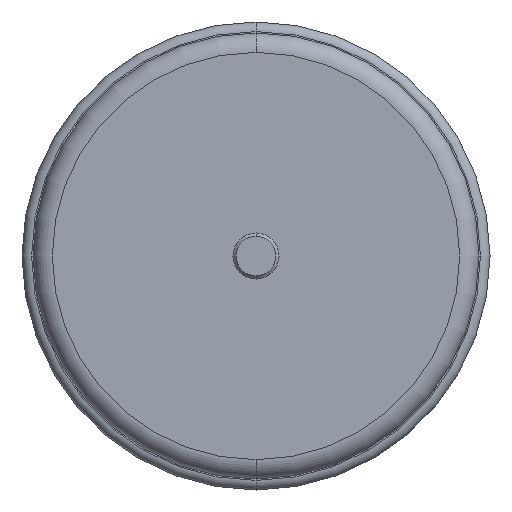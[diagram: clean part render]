
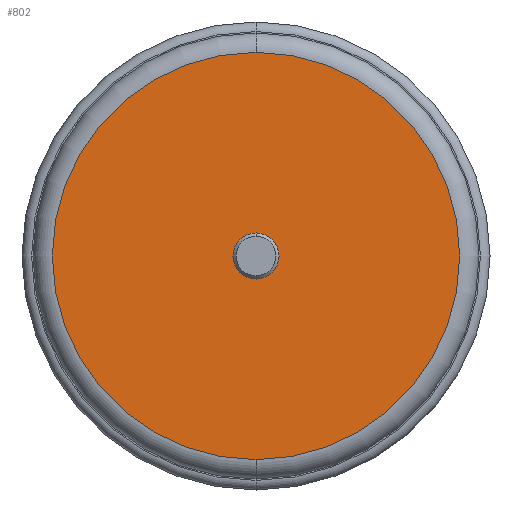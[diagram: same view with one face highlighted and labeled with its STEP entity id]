
A CAD part, front view. The second image highlights one B-rep face of the part: STEP entity #802.
In plain terms, the highlighted planar face has unit normal (0, -1, 0).
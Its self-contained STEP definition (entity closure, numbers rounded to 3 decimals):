
#75 = CARTESIAN_POINT ( 'NONE',  ( 0., -154.576, 53.086 ) ) ;
#186 = ORIENTED_EDGE ( 'NONE', *, *, #1160, .F. ) ;
#206 = DIRECTION ( 'NONE',  ( 0., 1., 0. ) ) ;
#246 = EDGE_CURVE ( 'NONE', #1406, #1823, #391, .T. ) ;
#266 = EDGE_CURVE ( 'NONE', #1707, #1625, #601, .T. ) ;
#367 = CIRCLE ( 'NONE', #882, 53.086 ) ;
#388 = CARTESIAN_POINT ( 'NONE',  ( 53.086, -154.576, 0. ) ) ;
#391 = CIRCLE ( 'NONE', #662, 6. ) ;
#519 = CARTESIAN_POINT ( 'NONE',  ( 0., -154.576, -53.086 ) ) ;
#601 = CIRCLE ( 'NONE', #1453, 53.086 ) ;
#621 = DIRECTION ( 'NONE',  ( 0., 0., 1. ) ) ;
#637 = AXIS2_PLACEMENT_3D ( 'NONE', #1364, #915, #621 ) ;
#662 = AXIS2_PLACEMENT_3D ( 'NONE', #921, #206, #1506 ) ;
#664 = DIRECTION ( 'NONE',  ( 0., 1., 0. ) ) ;
#667 = ORIENTED_EDGE ( 'NONE', *, *, #246, .T. ) ;
#716 = DIRECTION ( 'NONE',  ( 0., 0., 1. ) ) ;
#802 = ADVANCED_FACE ( 'NONE', ( #1772, #1698 ), #1404, .F. ) ;
#882 = AXIS2_PLACEMENT_3D ( 'NONE', #1310, #1702, #716 ) ;
#915 = DIRECTION ( 'NONE',  ( 0., 1., 0. ) ) ;
#921 = CARTESIAN_POINT ( 'NONE',  ( 0., -154.576, 0. ) ) ;
#942 = CARTESIAN_POINT ( 'NONE',  ( 0., -154.576, 0. ) ) ;
#984 = EDGE_CURVE ( 'NONE', #1823, #1406, #1746, .T. ) ;
#999 = ORIENTED_EDGE ( 'NONE', *, *, #984, .T. ) ;
#1148 = AXIS2_PLACEMENT_3D ( 'NONE', #388, #664, #1230 ) ;
#1160 = EDGE_CURVE ( 'NONE', #1625, #1707, #367, .T. ) ;
#1230 = DIRECTION ( 'NONE',  ( 0., 0., 1. ) ) ;
#1310 = CARTESIAN_POINT ( 'NONE',  ( 0., -154.576, 0. ) ) ;
#1341 = EDGE_LOOP ( 'NONE', ( #999, #667 ) ) ;
#1364 = CARTESIAN_POINT ( 'NONE',  ( 0., -154.576, 0. ) ) ;
#1404 = PLANE ( 'NONE',  #1148 ) ;
#1406 = VERTEX_POINT ( 'NONE', #1564 ) ;
#1453 = AXIS2_PLACEMENT_3D ( 'NONE', #942, #1537, #1797 ) ;
#1506 = DIRECTION ( 'NONE',  ( 0., 0., 1. ) ) ;
#1537 = DIRECTION ( 'NONE',  ( 0., 1., 0. ) ) ;
#1564 = CARTESIAN_POINT ( 'NONE',  ( 0., -154.576, -6. ) ) ;
#1592 = CARTESIAN_POINT ( 'NONE',  ( 0., -154.576, 6. ) ) ;
#1625 = VERTEX_POINT ( 'NONE', #75 ) ;
#1698 = FACE_BOUND ( 'NONE', #1341, .T. ) ;
#1702 = DIRECTION ( 'NONE',  ( 0., 1., 0. ) ) ;
#1707 = VERTEX_POINT ( 'NONE', #519 ) ;
#1734 = ORIENTED_EDGE ( 'NONE', *, *, #266, .F. ) ;
#1746 = CIRCLE ( 'NONE', #637, 6. ) ;
#1772 = FACE_OUTER_BOUND ( 'NONE', #1848, .T. ) ;
#1797 = DIRECTION ( 'NONE',  ( 0., 0., 1. ) ) ;
#1823 = VERTEX_POINT ( 'NONE', #1592 ) ;
#1848 = EDGE_LOOP ( 'NONE', ( #186, #1734 ) ) ;
